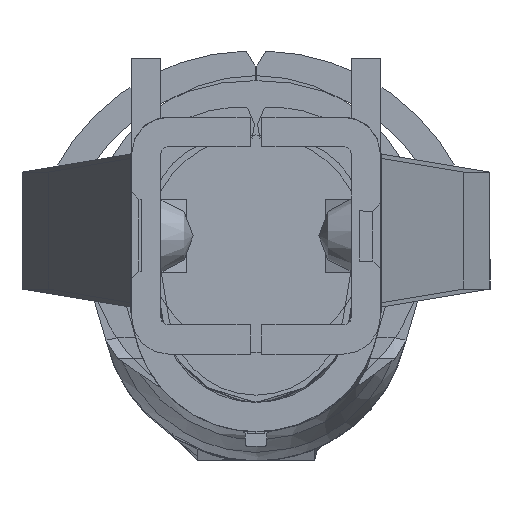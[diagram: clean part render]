
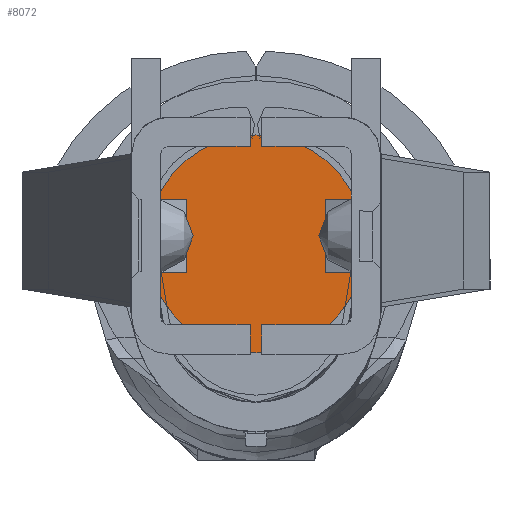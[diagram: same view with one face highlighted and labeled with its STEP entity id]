
A CAD part, left-side view. The second image highlights one B-rep face of the part: STEP entity #8072.
In plain terms, the highlighted planar face has unit normal (-1, 0, 0).
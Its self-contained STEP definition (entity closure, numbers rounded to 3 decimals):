
#1791=PLANE('',#8565);
#2099=ORIENTED_EDGE('',*,*,#4543,.T.);
#4543=EDGE_CURVE('',#5767,#5767,#6563,.T.);
#5767=VERTEX_POINT('',#11511);
#6563=CIRCLE('',#8566,0.745);
#6847=EDGE_LOOP('',(#2099));
#7371=FACE_BOUND('',#6847,.T.);
#8072=ADVANCED_FACE('',(#7371),#1791,.T.);
#8565=AXIS2_PLACEMENT_3D('',#11509,#9305,#9306);
#8566=AXIS2_PLACEMENT_3D('',#11510,#9307,#9308);
#9305=DIRECTION('',(-1.,0.,0.));
#9306=DIRECTION('',(0.,0.,1.));
#9307=DIRECTION('',(-1.,0.,0.));
#9308=DIRECTION('',(0.,1.,0.));
#11509=CARTESIAN_POINT('',(-150.,0.,0.));
#11510=CARTESIAN_POINT('',(-150.,0.,0.));
#11511=CARTESIAN_POINT('',(-150.,0.745,0.));
